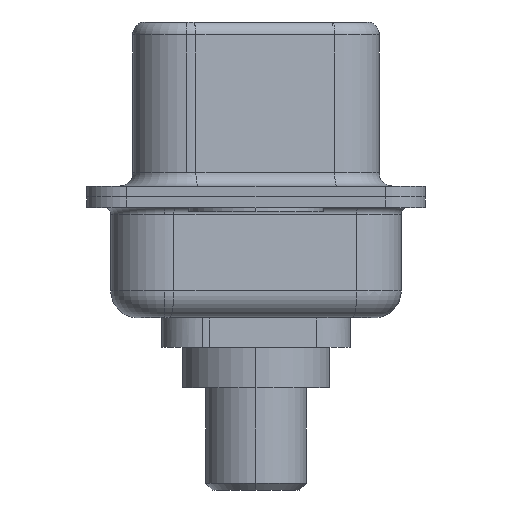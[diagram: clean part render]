
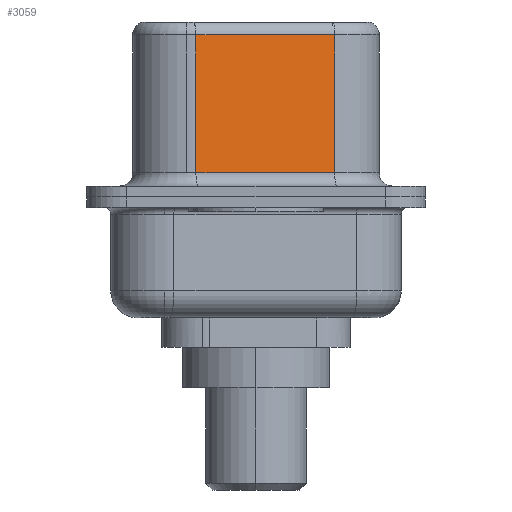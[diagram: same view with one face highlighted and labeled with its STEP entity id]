
A CAD part, left-side view. The second image highlights one B-rep face of the part: STEP entity #3059.
In plain terms, the highlighted planar face has unit normal (-0.985, -0.174, 0).
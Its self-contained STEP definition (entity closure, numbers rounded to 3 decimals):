
#513 = ORIENTED_EDGE ( 'NONE', *, *, #8545, .T. ) ;
#537 = PLANE ( 'NONE',  #13659 ) ;
#1245 = EDGE_CURVE ( 'NONE', #1918, #11866, #1514, .T. ) ;
#1514 = LINE ( 'NONE', #11241, #2881 ) ;
#1918 = VERTEX_POINT ( 'NONE', #3817 ) ;
#2671 = CARTESIAN_POINT ( 'NONE',  ( 4.58, -2.927, 6.02 ) ) ;
#2881 = VECTOR ( 'NONE', #7975, 1000. ) ;
#2884 = DIRECTION ( 'NONE',  ( -0.174, 0.985, 0. ) ) ;
#3036 = EDGE_CURVE ( 'NONE', #12587, #1918, #11052, .T. ) ;
#3059 = ADVANCED_FACE ( 'NONE', ( #12452 ), #537, .F. ) ;
#3817 = CARTESIAN_POINT ( 'NONE',  ( 3.67, 2.233, 0.9 ) ) ;
#4090 = DIRECTION ( 'NONE',  ( 0., 0., -1. ) ) ;
#4221 = EDGE_CURVE ( 'NONE', #11768, #11866, #10341, .T. ) ;
#4855 = EDGE_LOOP ( 'NONE', ( #7240, #513, #14060, #11314 ) ) ;
#5028 = DIRECTION ( 'NONE',  ( -0.174, 0.985, 0. ) ) ;
#6192 = CARTESIAN_POINT ( 'NONE',  ( 3.67, 2.233, 6.52 ) ) ;
#7125 = VECTOR ( 'NONE', #10440, 1000. ) ;
#7240 = ORIENTED_EDGE ( 'NONE', *, *, #4221, .F. ) ;
#7695 = CARTESIAN_POINT ( 'NONE',  ( 4.58, -2.927, 0.9 ) ) ;
#7975 = DIRECTION ( 'NONE',  ( 0.174, -0.985, 0. ) ) ;
#8446 = CARTESIAN_POINT ( 'NONE',  ( 4.58, -2.927, 6.02 ) ) ;
#8545 = EDGE_CURVE ( 'NONE', #11768, #12587, #9631, .T. ) ;
#9631 = LINE ( 'NONE', #2671, #10138 ) ;
#10138 = VECTOR ( 'NONE', #2884, 1000. ) ;
#10341 = LINE ( 'NONE', #11794, #10691 ) ;
#10440 = DIRECTION ( 'NONE',  ( 0., 0., -1. ) ) ;
#10691 = VECTOR ( 'NONE', #4090, 1000. ) ;
#11052 = LINE ( 'NONE', #6192, #7125 ) ;
#11241 = CARTESIAN_POINT ( 'NONE',  ( 4.58, -2.927, 0.9 ) ) ;
#11314 = ORIENTED_EDGE ( 'NONE', *, *, #1245, .T. ) ;
#11481 = CARTESIAN_POINT ( 'NONE',  ( 3.67, 2.233, 6.02 ) ) ;
#11768 = VERTEX_POINT ( 'NONE', #8446 ) ;
#11794 = CARTESIAN_POINT ( 'NONE',  ( 4.58, -2.927, 6.52 ) ) ;
#11866 = VERTEX_POINT ( 'NONE', #7695 ) ;
#12452 = FACE_OUTER_BOUND ( 'NONE', #4855, .T. ) ;
#12587 = VERTEX_POINT ( 'NONE', #11481 ) ;
#12669 = DIRECTION ( 'NONE',  ( 0.985, 0.174, 0. ) ) ;
#13659 = AXIS2_PLACEMENT_3D ( 'NONE', #13752, #12669, #5028 ) ;
#13752 = CARTESIAN_POINT ( 'NONE',  ( 4.58, -2.927, 6.52 ) ) ;
#14060 = ORIENTED_EDGE ( 'NONE', *, *, #3036, .T. ) ;
